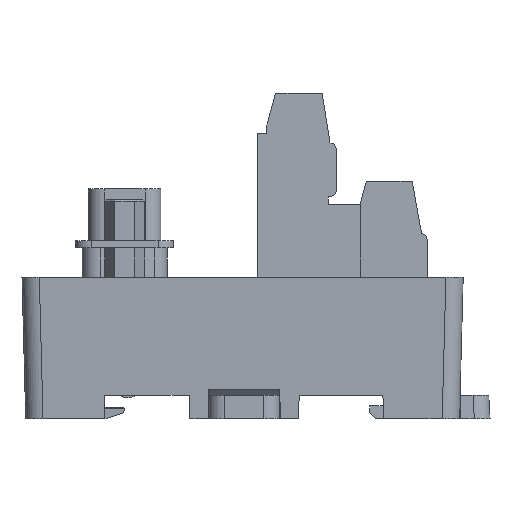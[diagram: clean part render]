
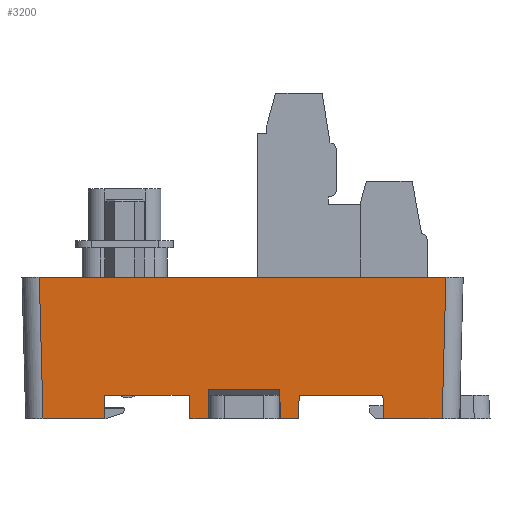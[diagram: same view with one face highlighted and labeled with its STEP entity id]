
A CAD part, left-side view. The second image highlights one B-rep face of the part: STEP entity #3200.
In plain terms, the highlighted planar face has unit normal (-1, 0, -0.026).
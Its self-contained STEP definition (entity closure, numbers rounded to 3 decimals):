
#2018=FACE_OUTER_BOUND('',#6205,.T.);
#3200=ADVANCED_FACE('',(#2018),#4481,.T.);
#4481=PLANE('',#25344);
#6205=EDGE_LOOP('',(#8554,#8555,#8556,#8557,#8558,#8559,#8560,#8561,#8562,
#8563,#8564,#8565,#8566,#8567,#8568,#8569));
#8554=ORIENTED_EDGE('',*,*,#17127,.T.);
#8555=ORIENTED_EDGE('',*,*,#17073,.F.);
#8556=ORIENTED_EDGE('',*,*,#17131,.T.);
#8557=ORIENTED_EDGE('',*,*,#16808,.T.);
#8558=ORIENTED_EDGE('',*,*,#16997,.T.);
#8559=ORIENTED_EDGE('',*,*,#16987,.T.);
#8560=ORIENTED_EDGE('',*,*,#17140,.T.);
#8561=ORIENTED_EDGE('',*,*,#17013,.T.);
#8562=ORIENTED_EDGE('',*,*,#17141,.T.);
#8563=ORIENTED_EDGE('',*,*,#17039,.T.);
#8564=ORIENTED_EDGE('',*,*,#17133,.F.);
#8565=ORIENTED_EDGE('',*,*,#16822,.T.);
#8566=ORIENTED_EDGE('',*,*,#17117,.F.);
#8567=ORIENTED_EDGE('',*,*,#17069,.F.);
#8568=ORIENTED_EDGE('',*,*,#17122,.T.);
#8569=ORIENTED_EDGE('',*,*,#17125,.F.);
#14510=VERTEX_POINT('',#33641);
#14511=VERTEX_POINT('',#33643);
#14524=VERTEX_POINT('',#33669);
#14525=VERTEX_POINT('',#33671);
#14661=VERTEX_POINT('',#34000);
#14662=VERTEX_POINT('',#34002);
#14673=VERTEX_POINT('',#34052);
#14674=VERTEX_POINT('',#34054);
#14691=VERTEX_POINT('',#34099);
#14692=VERTEX_POINT('',#34101);
#14714=VERTEX_POINT('',#34162);
#14715=VERTEX_POINT('',#34164);
#14718=VERTEX_POINT('',#34171);
#14719=VERTEX_POINT('',#34173);
#14746=VERTEX_POINT('',#34269);
#14747=VERTEX_POINT('',#34274);
#16808=EDGE_CURVE('',#14511,#14510,#20095,.T.);
#16822=EDGE_CURVE('',#14525,#14524,#20107,.T.);
#16987=EDGE_CURVE('',#14662,#14661,#20265,.T.);
#16997=EDGE_CURVE('',#14510,#14662,#20273,.T.);
#17013=EDGE_CURVE('',#14674,#14673,#20286,.T.);
#17039=EDGE_CURVE('',#14692,#14691,#20309,.T.);
#17069=EDGE_CURVE('',#14714,#14715,#20338,.T.);
#17073=EDGE_CURVE('',#14718,#14719,#20341,.T.);
#17117=EDGE_CURVE('',#14715,#14524,#20382,.T.);
#17122=EDGE_CURVE('',#14714,#14746,#20387,.T.);
#17125=EDGE_CURVE('',#14747,#14746,#20390,.T.);
#17127=EDGE_CURVE('',#14747,#14719,#20392,.T.);
#17131=EDGE_CURVE('',#14718,#14511,#20396,.T.);
#17133=EDGE_CURVE('',#14525,#14691,#20398,.T.);
#17140=EDGE_CURVE('',#14661,#14674,#20405,.T.);
#17141=EDGE_CURVE('',#14673,#14692,#20406,.T.);
#20095=LINE('',#33642,#22751);
#20107=LINE('',#33670,#22763);
#20265=LINE('',#34001,#22921);
#20273=LINE('',#34020,#22929);
#20286=LINE('',#34053,#22942);
#20309=LINE('',#34100,#22965);
#20338=LINE('',#34163,#22994);
#20341=LINE('',#34172,#22997);
#20382=LINE('',#34261,#23038);
#20387=LINE('',#34270,#23043);
#20390=LINE('',#34275,#23046);
#20392=LINE('',#34278,#23048);
#20396=LINE('',#34285,#23052);
#20398=LINE('',#34289,#23054);
#20405=LINE('',#34300,#23061);
#20406=LINE('',#34301,#23062);
#22751=VECTOR('',#27244,1.);
#22763=VECTOR('',#27260,1.);
#22921=VECTOR('',#27490,1.);
#22929=VECTOR('',#27512,1.);
#22942=VECTOR('',#27549,1.);
#22965=VECTOR('',#27584,1.);
#22994=VECTOR('',#27635,1.);
#22997=VECTOR('',#27642,1.);
#23038=VECTOR('',#27725,1.);
#23043=VECTOR('',#27736,1.);
#23046=VECTOR('',#27741,1.);
#23048=VECTOR('',#27745,1.);
#23052=VECTOR('',#27755,1.);
#23054=VECTOR('',#27759,1.);
#23061=VECTOR('',#27774,1.);
#23062=VECTOR('',#27775,1.);
#25344=AXIS2_PLACEMENT_3D('',#34302,#27776,#27777);
#27244=DIRECTION('',(0.,-1.,0.));
#27260=DIRECTION('',(0.,-1.,0.));
#27490=DIRECTION('',(0.,-1.,0.));
#27512=DIRECTION('',(0.026,-0.017,-1.));
#27549=DIRECTION('',(0.,1.,0.));
#27584=DIRECTION('',(0.,-1.,0.));
#27635=DIRECTION('',(0.,1.,0.));
#27642=DIRECTION('',(0.,1.,0.));
#27725=DIRECTION('',(-0.026,0.035,0.999));
#27736=DIRECTION('',(-0.026,-0.009,1.));
#27741=DIRECTION('',(0.,1.,0.));
#27745=DIRECTION('',(0.026,-0.009,-1.));
#27755=DIRECTION('',(-0.026,-0.035,0.999));
#27759=DIRECTION('',(0.026,0.017,-1.));
#27774=DIRECTION('',(-0.026,-0.026,0.999));
#27775=DIRECTION('',(0.026,-0.026,-0.999));
#27776=DIRECTION('',(-1.,0.,-0.026));
#27777=DIRECTION('',(0.026,0.,-1.));
#33641=CARTESIAN_POINT('',(223.243,-22.986,-13.25));
#33642=CARTESIAN_POINT('',(223.243,-5.336,-13.25));
#33643=CARTESIAN_POINT('',(223.243,-12.336,-13.25));
#33669=CARTESIAN_POINT('',(223.243,1.664,-13.25));
#33670=CARTESIAN_POINT('',(223.243,-5.336,-13.25));
#33671=CARTESIAN_POINT('',(223.243,12.414,-13.25));
#34000=CARTESIAN_POINT('',(223.321,-30.516,-16.25));
#34001=CARTESIAN_POINT('',(223.321,-5.336,-16.25));
#34002=CARTESIAN_POINT('',(223.321,-23.039,-16.25));
#34020=CARTESIAN_POINT('',(222.842,-22.719,2.059));
#34052=CARTESIAN_POINT('',(222.85,20.715,1.75));
#34053=CARTESIAN_POINT('',(222.85,-4.836,1.75));
#34054=CARTESIAN_POINT('',(222.85,-30.987,1.75));
#34099=CARTESIAN_POINT('',(223.321,12.466,-16.25));
#34100=CARTESIAN_POINT('',(223.321,-4.836,-16.25));
#34101=CARTESIAN_POINT('',(223.321,20.243,-16.25));
#34162=CARTESIAN_POINT('',(223.321,-0.76,-16.25));
#34163=CARTESIAN_POINT('',(223.321,-5.336,-16.25));
#34164=CARTESIAN_POINT('',(223.321,1.559,-16.25));
#34171=CARTESIAN_POINT('',(223.321,-12.231,-16.25));
#34172=CARTESIAN_POINT('',(223.321,-5.336,-16.25));
#34173=CARTESIAN_POINT('',(223.321,-9.912,-16.25));
#34261=CARTESIAN_POINT('',(223.274,1.622,-14.452));
#34269=CARTESIAN_POINT('',(223.224,-0.792,-12.524));
#34270=CARTESIAN_POINT('',(223.274,-0.776,-14.454));
#34274=CARTESIAN_POINT('',(223.224,-9.88,-12.524));
#34275=CARTESIAN_POINT('',(223.224,204.109,-12.524));
#34278=CARTESIAN_POINT('',(223.274,-9.897,-14.454));
#34285=CARTESIAN_POINT('',(222.857,-12.85,1.468));
#34289=CARTESIAN_POINT('',(223.274,12.435,-14.454));
#34300=CARTESIAN_POINT('',(222.867,-30.97,1.09));
#34301=CARTESIAN_POINT('',(222.867,20.697,1.09));
#34302=CARTESIAN_POINT('',(222.85,-4.836,1.747));
